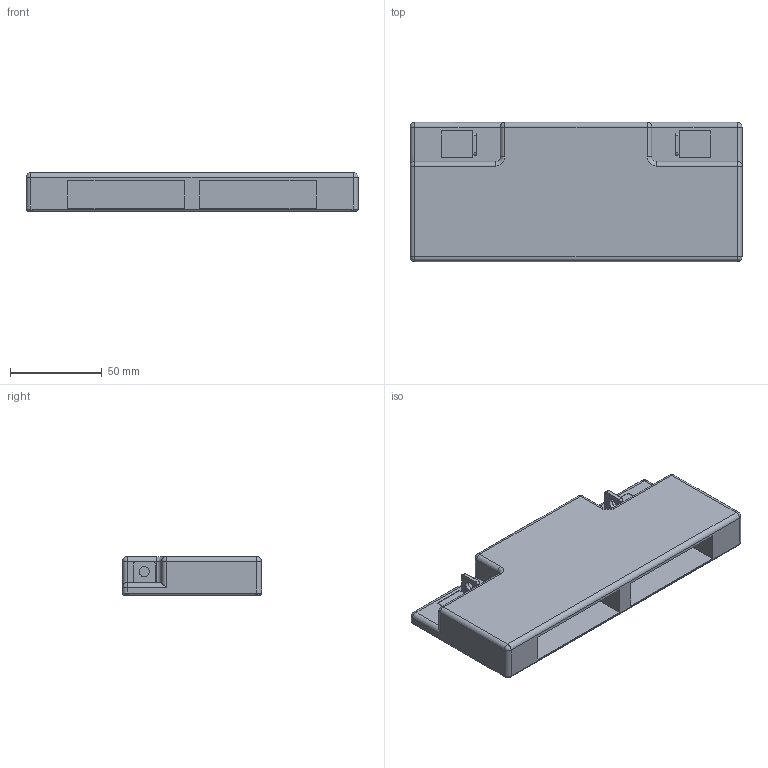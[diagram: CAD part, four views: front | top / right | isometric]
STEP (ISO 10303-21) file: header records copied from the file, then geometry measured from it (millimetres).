
FILE_DESCRIPTION(/* description */ ('12V, 18AH, Deep Cycle'),/* implementation_level */ '2;1');
FILE_NAME(/* name */ 'Electrical_Yuasa_NP18-12_Top.ipt.step',/* time_stamp */ '2014-01-07T11:12:09-08:00',/* author */ ('Autodesk'),/* organization */ (''),/* preprocessor_version */ 'ST-DEVELOPER v15.2',/* originating_system */ 'Autodesk Inventor 2014',/* authorisation */ '');
FILE_SCHEMA (('AUTOMOTIVE_DESIGN { 1 0 10303 214 3 1 1 }'));
Length unit declared in the file: inch
Products named in the file (1): Electrical_Yuasa_NP18-12_Top
Bounding box: 181.1 x 75.95 x 21.08 mm (x, y, z)
Volume: 203371.9 mm3; surface area: 47653.5 mm2
Topology: 1 solids, 1 shells, 106 faces, 260 edges, 154 vertices
Faces by surface type: plane 52, cylinder 32, bspline 12, sphere 8, torus 2
Full cylindrical faces by diameter (mm): 5.486 x2
Entity records: 3325 total; most frequent: CARTESIAN_POINT 819, DIRECTION 504, ORIENTED_EDGE 496, EDGE_CURVE 248, AXIS2_PLACEMENT_3D 173, LINE 158, VECTOR 158, VERTEX_POINT 152
